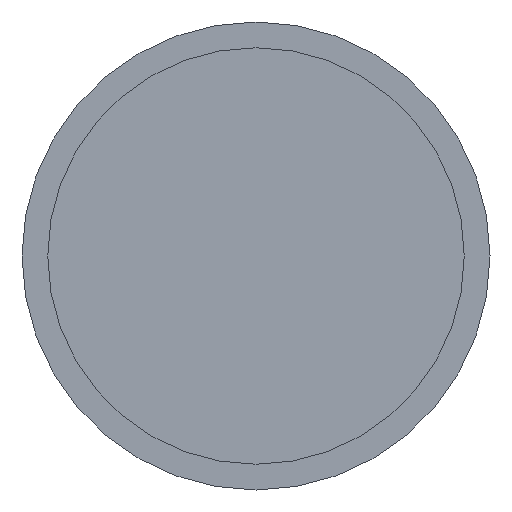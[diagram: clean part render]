
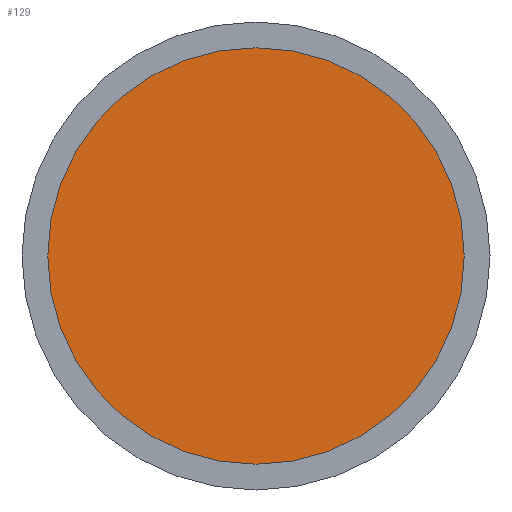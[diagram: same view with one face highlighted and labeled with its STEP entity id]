
A CAD part, front view. The second image highlights one B-rep face of the part: STEP entity #129.
In plain terms, the highlighted planar face has unit normal (0, -1, 0).
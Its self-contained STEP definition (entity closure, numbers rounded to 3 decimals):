
#9 = DIRECTION ( 'NONE',  ( 0., 0., 1. ) ) ;
#16 = EDGE_CURVE ( 'NONE', #50, #19, #174, .T. ) ;
#19 = VERTEX_POINT ( 'NONE', #41 ) ;
#29 = DIRECTION ( 'NONE',  ( 0., 1., 0. ) ) ;
#41 = CARTESIAN_POINT ( 'NONE',  ( 0., 0., -8.9 ) ) ;
#48 = EDGE_LOOP ( 'NONE', ( #106, #160 ) ) ;
#50 = VERTEX_POINT ( 'NONE', #94 ) ;
#52 = EDGE_CURVE ( 'NONE', #19, #50, #142, .T. ) ;
#56 = CARTESIAN_POINT ( 'NONE',  ( 0., 0., 0. ) ) ;
#75 = DIRECTION ( 'NONE',  ( 0., 1., 0. ) ) ;
#76 = DIRECTION ( 'NONE',  ( 0., 0., 1. ) ) ;
#88 = CARTESIAN_POINT ( 'NONE',  ( 0., 0., 0. ) ) ;
#94 = CARTESIAN_POINT ( 'NONE',  ( 0., 0., 8.9 ) ) ;
#103 = AXIS2_PLACEMENT_3D ( 'NONE', #88, #137, #9 ) ;
#106 = ORIENTED_EDGE ( 'NONE', *, *, #16, .F. ) ;
#117 = AXIS2_PLACEMENT_3D ( 'NONE', #131, #29, #190 ) ;
#129 = ADVANCED_FACE ( 'NONE', ( #179 ), #148, .F. ) ;
#131 = CARTESIAN_POINT ( 'NONE',  ( 0., 0., 0. ) ) ;
#137 = DIRECTION ( 'NONE',  ( 0., 1., 0. ) ) ;
#142 = CIRCLE ( 'NONE', #117, 8.9 ) ;
#148 = PLANE ( 'NONE',  #103 ) ;
#160 = ORIENTED_EDGE ( 'NONE', *, *, #52, .F. ) ;
#174 = CIRCLE ( 'NONE', #205, 8.9 ) ;
#179 = FACE_OUTER_BOUND ( 'NONE', #48, .T. ) ;
#190 = DIRECTION ( 'NONE',  ( 0., 0., 1. ) ) ;
#205 = AXIS2_PLACEMENT_3D ( 'NONE', #56, #75, #76 ) ;
